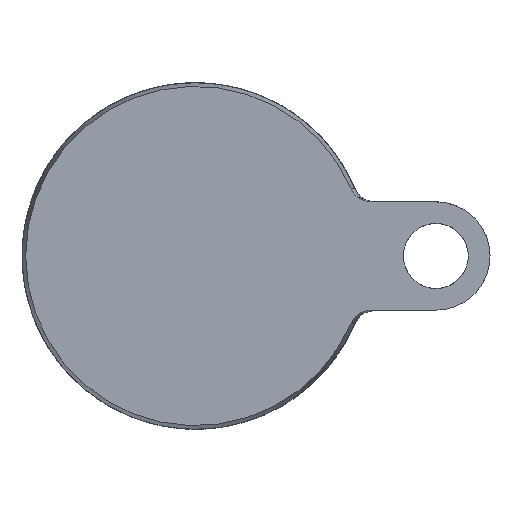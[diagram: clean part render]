
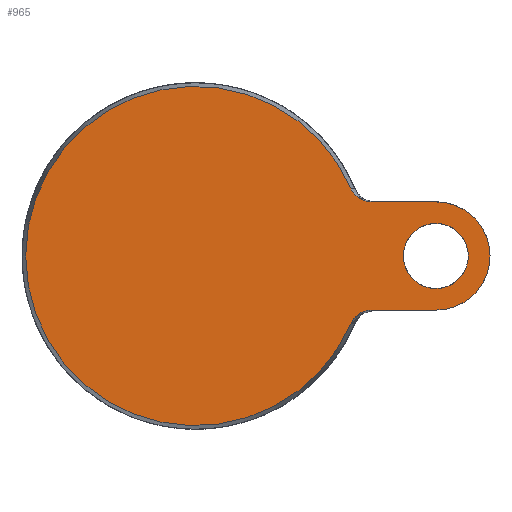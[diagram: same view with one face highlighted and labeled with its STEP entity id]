
A CAD part, front view. The second image highlights one B-rep face of the part: STEP entity #965.
In plain terms, the highlighted planar face has unit normal (0, -1, 0).
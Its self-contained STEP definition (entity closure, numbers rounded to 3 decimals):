
#9 = CARTESIAN_POINT ( 'NONE',  ( 38.218, 0., -13.072 ) ) ;
#30 = CARTESIAN_POINT ( 'NONE',  ( 36.861, 0., 14.101 ) ) ;
#35 = ORIENTED_EDGE ( 'NONE', *, *, #257, .F. ) ;
#37 = CARTESIAN_POINT ( 'NONE',  ( 37.598, 0., 13.453 ) ) ;
#47 = AXIS2_PLACEMENT_3D ( 'NONE', #1108, #941, #1004 ) ;
#54 = EDGE_LOOP ( 'NONE', ( #222 ) ) ;
#55 = CARTESIAN_POINT ( 'NONE',  ( 36.124, 0., -15.081 ) ) ;
#71 = FACE_BOUND ( 'NONE', #54, .T. ) ;
#73 = ORIENTED_EDGE ( 'NONE', *, *, #426, .F. ) ;
#95 = LINE ( 'NONE', #1010, #133 ) ;
#101 = CARTESIAN_POINT ( 'NONE',  ( 40.579, 0., -12.5 ) ) ;
#111 = CARTESIAN_POINT ( 'NONE',  ( 38.008, 0., 13.187 ) ) ;
#113 = CARTESIAN_POINT ( 'NONE',  ( 37.591, 0., -13.458 ) ) ;
#133 = VECTOR ( 'NONE', #920, 1000. ) ;
#146 = EDGE_CURVE ( 'NONE', #405, #704, #95, .T. ) ;
#162 = CARTESIAN_POINT ( 'NONE',  ( 15., 0., -12.5 ) ) ;
#184 = CARTESIAN_POINT ( 'NONE',  ( 38.663, 0., -12.866 ) ) ;
#195 = CARTESIAN_POINT ( 'NONE',  ( 35.928, 0., 15.535 ) ) ;
#214 = B_SPLINE_CURVE_WITH_KNOTS ( 'NONE', 3,
 ( #487, #55, #314, #323, #526, #245, #113, #460, #9, #184, #990, #813, #1042, #101 ),
 .UNSPECIFIED., .F., .F.,
 ( 4, 2, 2, 2, 2, 2, 4 ),
 ( 0., 0.001, 0.002, 0.003, 0.004, 0.004, 0.006 ),
 .UNSPECIFIED. ) ;
#215 = CARTESIAN_POINT ( 'NONE',  ( 55.5, 0., -12.5 ) ) ;
#222 = ORIENTED_EDGE ( 'NONE', *, *, #506, .T. ) ;
#223 = DIRECTION ( 'NONE',  ( 0., 1., 0. ) ) ;
#226 = EDGE_LOOP ( 'NONE', ( #567, #243, #504, #448, #73, #35 ) ) ;
#233 = DIRECTION ( 'NONE',  ( 0., 0., -1. ) ) ;
#234 = AXIS2_PLACEMENT_3D ( 'NONE', #637, #978, #695 ) ;
#243 = ORIENTED_EDGE ( 'NONE', *, *, #445, .T. ) ;
#245 = CARTESIAN_POINT ( 'NONE',  ( 37.397, 0., -13.606 ) ) ;
#257 = EDGE_CURVE ( 'NONE', #704, #542, #1017, .T. ) ;
#287 = CARTESIAN_POINT ( 'NONE',  ( 36.388, 0., 14.659 ) ) ;
#314 = CARTESIAN_POINT ( 'NONE',  ( 36.381, 0., -14.668 ) ) ;
#323 = CARTESIAN_POINT ( 'NONE',  ( 36.857, 0., -14.106 ) ) ;
#339 = CARTESIAN_POINT ( 'NONE',  ( 40.579, 0., 12.5 ) ) ;
#368 = CARTESIAN_POINT ( 'NONE',  ( 36.124, 0., 15.081 ) ) ;
#382 = FACE_OUTER_BOUND ( 'NONE', #226, .T. ) ;
#405 = VERTEX_POINT ( 'NONE', #1112 ) ;
#426 = EDGE_CURVE ( 'NONE', #542, #1051, #699, .T. ) ;
#445 = EDGE_CURVE ( 'NONE', #405, #485, #552, .T. ) ;
#448 = ORIENTED_EDGE ( 'NONE', *, *, #657, .T. ) ;
#459 = VECTOR ( 'NONE', #1035, 1000. ) ;
#460 = CARTESIAN_POINT ( 'NONE',  ( 38., 0., -13.192 ) ) ;
#485 = VERTEX_POINT ( 'NONE', #808 ) ;
#487 = CARTESIAN_POINT ( 'NONE',  ( 35.928, 0., -15.535 ) ) ;
#504 = ORIENTED_EDGE ( 'NONE', *, *, #701, .T. ) ;
#506 = EDGE_CURVE ( 'NONE', #628, #628, #1086, .T. ) ;
#526 = CARTESIAN_POINT ( 'NONE',  ( 37.031, 0., -13.929 ) ) ;
#542 = VERTEX_POINT ( 'NONE', #215 ) ;
#552 = B_SPLINE_CURVE_WITH_KNOTS ( 'NONE', 3,
 ( #339, #688, #634, #817, #624, #977, #111, #37, #717, #727, #30, #287, #368, #195 ),
 .UNSPECIFIED., .F., .F.,
 ( 4, 2, 2, 2, 2, 2, 4 ),
 ( 0., 0.001, 0.002, 0.003, 0.004, 0.004, 0.006 ),
 .UNSPECIFIED. ) ;
#567 = ORIENTED_EDGE ( 'NONE', *, *, #146, .F. ) ;
#624 = CARTESIAN_POINT ( 'NONE',  ( 38.665, 0., 12.866 ) ) ;
#628 = VERTEX_POINT ( 'NONE', #775 ) ;
#634 = CARTESIAN_POINT ( 'NONE',  ( 39.603, 0., 12.57 ) ) ;
#637 = CARTESIAN_POINT ( 'NONE',  ( 0., 0., 0. ) ) ;
#657 = EDGE_CURVE ( 'NONE', #1024, #1051, #214, .T. ) ;
#663 = PLANE ( 'NONE',  #47 ) ;
#678 = CARTESIAN_POINT ( 'NONE',  ( 35.928, 0., -15.535 ) ) ;
#688 = CARTESIAN_POINT ( 'NONE',  ( 40.085, 0., 12.5 ) ) ;
#695 = DIRECTION ( 'NONE',  ( 0., 0., -1. ) ) ;
#699 = LINE ( 'NONE', #162, #459 ) ;
#701 = EDGE_CURVE ( 'NONE', #485, #1024, #1003, .T. ) ;
#704 = VERTEX_POINT ( 'NONE', #966 ) ;
#717 = CARTESIAN_POINT ( 'NONE',  ( 37.4, 0., 13.603 ) ) ;
#727 = CARTESIAN_POINT ( 'NONE',  ( 37.032, 0., 13.927 ) ) ;
#732 = DIRECTION ( 'NONE',  ( 0., 0., 1. ) ) ;
#757 = CARTESIAN_POINT ( 'NONE',  ( 55.5, 0., 0. ) ) ;
#775 = CARTESIAN_POINT ( 'NONE',  ( 55.5, 0., 7.5 ) ) ;
#788 = AXIS2_PLACEMENT_3D ( 'NONE', #757, #223, #233 ) ;
#808 = CARTESIAN_POINT ( 'NONE',  ( 35.928, 0., 15.535 ) ) ;
#813 = CARTESIAN_POINT ( 'NONE',  ( 39.592, 0., -12.572 ) ) ;
#817 = CARTESIAN_POINT ( 'NONE',  ( 38.897, 0., 12.778 ) ) ;
#920 = DIRECTION ( 'NONE',  ( 1., 0., 0. ) ) ;
#941 = DIRECTION ( 'NONE',  ( 0., 1., 0. ) ) ;
#965 = ADVANCED_FACE ( 'NONE', ( #382, #71 ), #663, .F. ) ;
#966 = CARTESIAN_POINT ( 'NONE',  ( 55.5, 0., 12.5 ) ) ;
#977 = CARTESIAN_POINT ( 'NONE',  ( 38.221, 0., 13.07 ) ) ;
#978 = DIRECTION ( 'NONE',  ( 0., -1., 0. ) ) ;
#982 = DIRECTION ( 'NONE',  ( 0., 1., 0. ) ) ;
#990 = CARTESIAN_POINT ( 'NONE',  ( 38.891, 0., -12.781 ) ) ;
#1000 = AXIS2_PLACEMENT_3D ( 'NONE', #1046, #982, #732 ) ;
#1003 = CIRCLE ( 'NONE', #234, 39.143 ) ;
#1004 = DIRECTION ( 'NONE',  ( 0., 0., 1. ) ) ;
#1010 = CARTESIAN_POINT ( 'NONE',  ( 15., 0., 12.5 ) ) ;
#1017 = CIRCLE ( 'NONE', #788, 12.5 ) ;
#1024 = VERTEX_POINT ( 'NONE', #678 ) ;
#1035 = DIRECTION ( 'NONE',  ( -1., 0., 0. ) ) ;
#1042 = CARTESIAN_POINT ( 'NONE',  ( 40.085, 0., -12.5 ) ) ;
#1046 = CARTESIAN_POINT ( 'NONE',  ( 55.5, 0., 0. ) ) ;
#1051 = VERTEX_POINT ( 'NONE', #1091 ) ;
#1086 = CIRCLE ( 'NONE', #1000, 7.5 ) ;
#1091 = CARTESIAN_POINT ( 'NONE',  ( 40.579, 0., -12.5 ) ) ;
#1108 = CARTESIAN_POINT ( 'NONE',  ( -39.143, 0., 0. ) ) ;
#1112 = CARTESIAN_POINT ( 'NONE',  ( 40.579, 0., 12.5 ) ) ;
